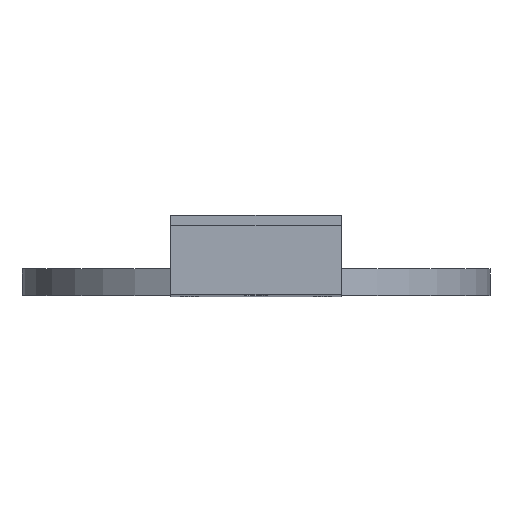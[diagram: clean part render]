
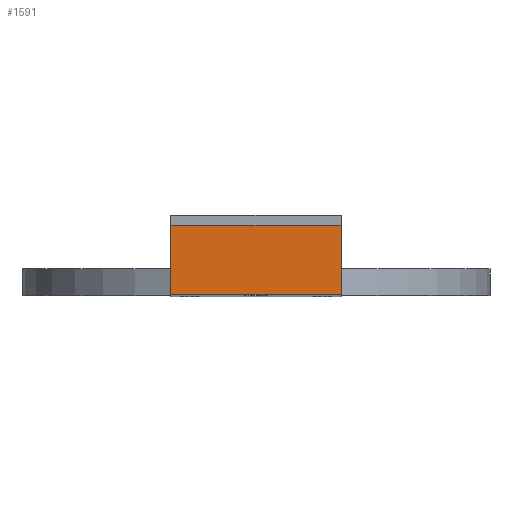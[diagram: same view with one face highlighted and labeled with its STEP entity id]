
A CAD part, top view. The second image highlights one B-rep face of the part: STEP entity #1591.
In plain terms, the highlighted planar face has unit normal (0, 0, 1).
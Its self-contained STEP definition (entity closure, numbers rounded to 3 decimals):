
#20 = LINE ( 'NONE', #1508, #705 ) ;
#100 = VERTEX_POINT ( 'NONE', #1611 ) ;
#114 = CARTESIAN_POINT ( 'NONE',  ( 16., 13., 137. ) ) ;
#139 = VECTOR ( 'NONE', #817, 1000. ) ;
#141 = VECTOR ( 'NONE', #1078, 1000. ) ;
#215 = ORIENTED_EDGE ( 'NONE', *, *, #1640, .F. ) ;
#234 = EDGE_CURVE ( 'NONE', #2326, #100, #20, .T. ) ;
#294 = VERTEX_POINT ( 'NONE', #1848 ) ;
#305 = PLANE ( 'NONE',  #2084 ) ;
#433 = LINE ( 'NONE', #612, #2309 ) ;
#451 = EDGE_LOOP ( 'NONE', ( #1929, #589, #215, #1142 ) ) ;
#471 = CARTESIAN_POINT ( 'NONE',  ( -16., -90.824, 137. ) ) ;
#589 = ORIENTED_EDGE ( 'NONE', *, *, #2081, .T. ) ;
#599 = LINE ( 'NONE', #1776, #139 ) ;
#612 = CARTESIAN_POINT ( 'NONE',  ( 16., -90.824, 137. ) ) ;
#664 = DIRECTION ( 'NONE',  ( 1., 0., 0. ) ) ;
#705 = VECTOR ( 'NONE', #1662, 1000. ) ;
#724 = FACE_OUTER_BOUND ( 'NONE', #451, .T. ) ;
#817 = DIRECTION ( 'NONE',  ( -1., 0., 0. ) ) ;
#1078 = DIRECTION ( 'NONE',  ( 1., 0., 0. ) ) ;
#1142 = ORIENTED_EDGE ( 'NONE', *, *, #234, .F. ) ;
#1228 = DIRECTION ( 'NONE',  ( 0., 0., 1. ) ) ;
#1302 = CARTESIAN_POINT ( 'NONE',  ( -16., 13., 137. ) ) ;
#1337 = VERTEX_POINT ( 'NONE', #114 ) ;
#1508 = CARTESIAN_POINT ( 'NONE',  ( -16., -90.824, 137. ) ) ;
#1591 = ADVANCED_FACE ( 'NONE', ( #724 ), #305, .T. ) ;
#1598 = DIRECTION ( 'NONE',  ( 0., 1., 0. ) ) ;
#1611 = CARTESIAN_POINT ( 'NONE',  ( -16., 13., 137. ) ) ;
#1640 = EDGE_CURVE ( 'NONE', #100, #1337, #2044, .T. ) ;
#1662 = DIRECTION ( 'NONE',  ( 0., 1., 0. ) ) ;
#1776 = CARTESIAN_POINT ( 'NONE',  ( -16., 0., 137. ) ) ;
#1848 = CARTESIAN_POINT ( 'NONE',  ( 16., 0., 137. ) ) ;
#1929 = ORIENTED_EDGE ( 'NONE', *, *, #2014, .F. ) ;
#2014 = EDGE_CURVE ( 'NONE', #294, #2326, #599, .T. ) ;
#2044 = LINE ( 'NONE', #1302, #141 ) ;
#2049 = CARTESIAN_POINT ( 'NONE',  ( -16., 0., 137. ) ) ;
#2081 = EDGE_CURVE ( 'NONE', #294, #1337, #433, .T. ) ;
#2084 = AXIS2_PLACEMENT_3D ( 'NONE', #471, #1228, #664 ) ;
#2309 = VECTOR ( 'NONE', #1598, 1000. ) ;
#2326 = VERTEX_POINT ( 'NONE', #2049 ) ;
